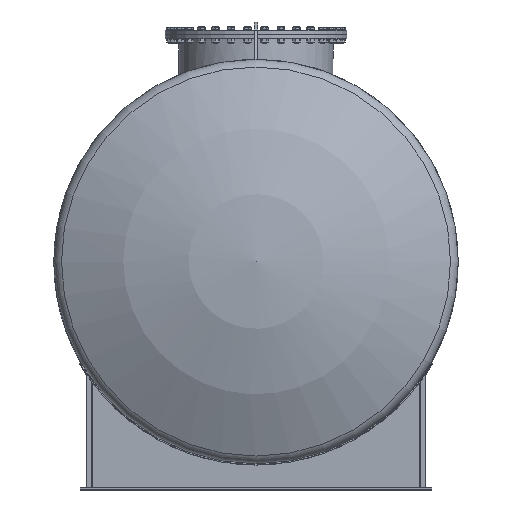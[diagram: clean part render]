
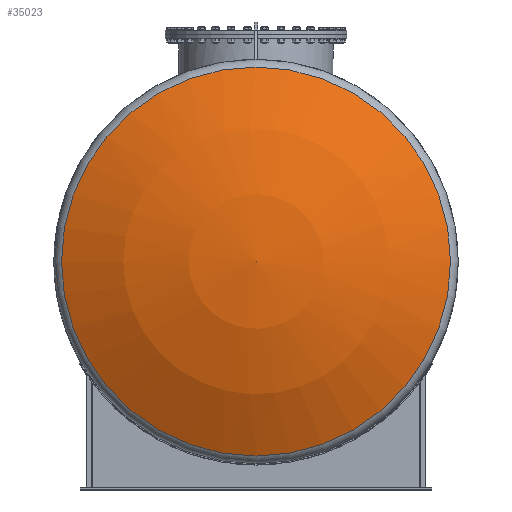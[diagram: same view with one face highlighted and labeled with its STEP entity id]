
A CAD part, top view. The second image highlights one B-rep face of the part: STEP entity #35023.
In plain terms, the highlighted spherical face has radius 1605 mm.
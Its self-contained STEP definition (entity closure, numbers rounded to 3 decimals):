
#35007=CARTESIAN_POINT('',(0.,0.0,860.257));
#35008=DIRECTION('',(0.0,0.0,1.0));
#35009=DIRECTION('',(1.0,0.0,0.0));
#35010=AXIS2_PLACEMENT_3D('',#35007,#35008,#35009);
#35011=SPHERICAL_SURFACE('',#35010,1605.);
#35012=CARTESIAN_POINT('',(-769.639,0.0,2268.689));
#35013=VERTEX_POINT('',#35012);
#35014=CARTESIAN_POINT('',(0.,0.0,2268.689));
#35015=DIRECTION('',(0.0,0.0,-1.0));
#35016=DIRECTION('',(-1.0,0.0,0.0));
#35017=AXIS2_PLACEMENT_3D('',#35014,#35015,#35016);
#35018=CIRCLE('',#35017,769.639);
#35019=EDGE_CURVE('',#35013,#35013,#35018,.T.);
#35020=ORIENTED_EDGE('',*,*,#35019,.F.);
#35021=EDGE_LOOP('',(#35020));
#35022=FACE_OUTER_BOUND('',#35021,.T.);
#35023=ADVANCED_FACE('',(#35022),#35011,.T.);
